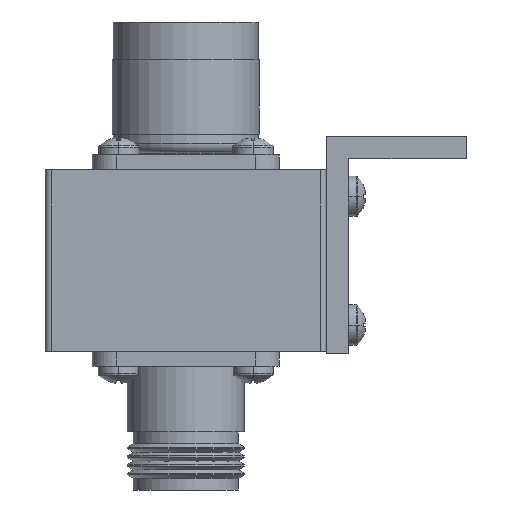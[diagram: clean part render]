
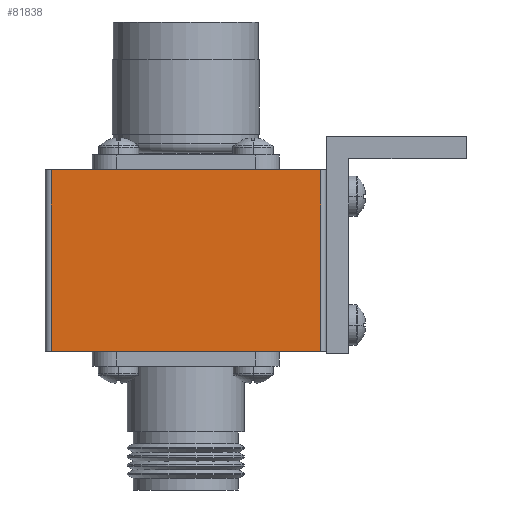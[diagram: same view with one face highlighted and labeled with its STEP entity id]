
A CAD part, front view. The second image highlights one B-rep face of the part: STEP entity #81838.
In plain terms, the highlighted planar face has unit normal (0, -1, 0).
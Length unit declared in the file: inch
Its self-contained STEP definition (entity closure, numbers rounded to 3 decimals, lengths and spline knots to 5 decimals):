
#3338 = VERTEX_POINT ( 'NONE', #95227 ) ;
#4916 = FACE_OUTER_BOUND ( 'NONE', #66042, .T. ) ;
#6256 = CARTESIAN_POINT ( 'NONE',  ( 1.47, 0., 0. ) ) ;
#7141 = CARTESIAN_POINT ( 'NONE',  ( 0.03, 0., 0.97 ) ) ;
#7362 = EDGE_CURVE ( 'NONE', #70737, #58159, #92826, .T. ) ;
#9277 = VERTEX_POINT ( 'NONE', #55946 ) ;
#11672 = DIRECTION ( 'NONE',  ( 1., 0., 0. ) ) ;
#15683 = ORIENTED_EDGE ( 'NONE', *, *, #7362, .T. ) ;
#16927 = EDGE_CURVE ( 'NONE', #9277, #58159, #80360, .T. ) ;
#28063 = DIRECTION ( 'NONE',  ( 0., 0., 1. ) ) ;
#36755 = VECTOR ( 'NONE', #48424, 39.37008 ) ;
#39685 = DIRECTION ( 'NONE',  ( 0., 0., 1. ) ) ;
#41422 = CARTESIAN_POINT ( 'NONE',  ( 1.47, 0., 0.97 ) ) ;
#44361 = LINE ( 'NONE', #7141, #93117 ) ;
#48424 = DIRECTION ( 'NONE',  ( 1., 0., 0. ) ) ;
#51268 = ORIENTED_EDGE ( 'NONE', *, *, #16927, .F. ) ;
#52328 = DIRECTION ( 'NONE',  ( 0., 0., -1. ) ) ;
#52893 = AXIS2_PLACEMENT_3D ( 'NONE', #82639, #66159, #28063 ) ;
#55946 = CARTESIAN_POINT ( 'NONE',  ( 0.03, 0., 0.97 ) ) ;
#57892 = CARTESIAN_POINT ( 'NONE',  ( 0., 0., 0. ) ) ;
#58159 = VERTEX_POINT ( 'NONE', #41422 ) ;
#58512 = EDGE_CURVE ( 'NONE', #9277, #3338, #44361, .T. ) ;
#59132 = PLANE ( 'NONE',  #52893 ) ;
#65403 = LINE ( 'NONE', #57892, #36755 ) ;
#66042 = EDGE_LOOP ( 'NONE', ( #88362, #15683, #51268, #86496 ) ) ;
#66159 = DIRECTION ( 'NONE',  ( 0., 1., 0. ) ) ;
#70389 = VECTOR ( 'NONE', #39685, 39.37008 ) ;
#70737 = VERTEX_POINT ( 'NONE', #6256 ) ;
#78195 = CARTESIAN_POINT ( 'NONE',  ( 1.47, 0., 0.97 ) ) ;
#80360 = LINE ( 'NONE', #96523, #90961 ) ;
#81270 = EDGE_CURVE ( 'NONE', #3338, #70737, #65403, .T. ) ;
#81838 = ADVANCED_FACE ( 'NONE', ( #4916 ), #59132, .F. ) ;
#82639 = CARTESIAN_POINT ( 'NONE',  ( 0., 0., 0.97 ) ) ;
#86496 = ORIENTED_EDGE ( 'NONE', *, *, #58512, .T. ) ;
#88362 = ORIENTED_EDGE ( 'NONE', *, *, #81270, .T. ) ;
#90961 = VECTOR ( 'NONE', #11672, 39.37008 ) ;
#92826 = LINE ( 'NONE', #78195, #70389 ) ;
#93117 = VECTOR ( 'NONE', #52328, 39.37008 ) ;
#95227 = CARTESIAN_POINT ( 'NONE',  ( 0.03, 0., 0. ) ) ;
#96523 = CARTESIAN_POINT ( 'NONE',  ( 0., 0., 0.97 ) ) ;
